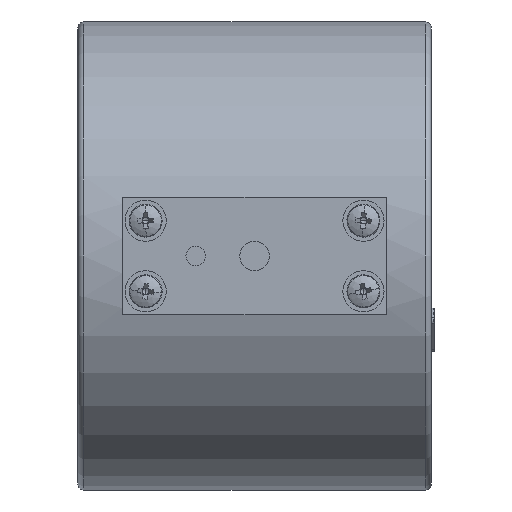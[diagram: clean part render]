
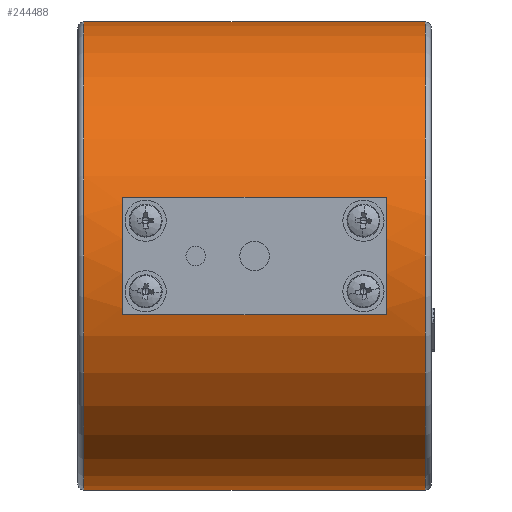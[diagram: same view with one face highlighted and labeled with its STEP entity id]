
A CAD part, front view. The second image highlights one B-rep face of the part: STEP entity #244488.
In plain terms, the highlighted cylindrical face has radius 39.75 mm (diameter 79.5 mm), a partial arc.
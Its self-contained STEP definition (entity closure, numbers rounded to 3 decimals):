
#1259 = DIRECTION ( 'NONE',  ( 0., 0., -1. ) ) ;
#2076 = CYLINDRICAL_SURFACE ( 'NONE', #63651, 39.75 ) ;
#2359 = ORIENTED_EDGE ( 'NONE', *, *, #213756, .T. ) ;
#7242 = DIRECTION ( 'NONE',  ( 0., 0., 1. ) ) ;
#9994 = VECTOR ( 'NONE', #162467, 1000. ) ;
#10749 = ORIENTED_EDGE ( 'NONE', *, *, #148911, .F. ) ;
#11942 = VERTEX_POINT ( 'NONE', #175793 ) ;
#13872 = CARTESIAN_POINT ( 'NONE',  ( 52.5, -38.75, -8.86 ) ) ;
#16256 = CARTESIAN_POINT ( 'NONE',  ( 1., 0., 0. ) ) ;
#16394 = ORIENTED_EDGE ( 'NONE', *, *, #72395, .T. ) ;
#26616 = CARTESIAN_POINT ( 'NONE',  ( -29.089, 0., -39.75 ) ) ;
#26960 = VERTEX_POINT ( 'NONE', #138439 ) ;
#27217 = EDGE_CURVE ( 'NONE', #77055, #85425, #30269, .T. ) ;
#28701 = FACE_OUTER_BOUND ( 'NONE', #89870, .T. ) ;
#30269 = LINE ( 'NONE', #26616, #136637 ) ;
#30606 = VECTOR ( 'NONE', #141091, 1000. ) ;
#32955 = CIRCLE ( 'NONE', #158149, 39.75 ) ;
#34959 = CARTESIAN_POINT ( 'NONE',  ( 59., 0., 39.75 ) ) ;
#37664 = DIRECTION ( 'NONE',  ( 0., 0., 1. ) ) ;
#41840 = ORIENTED_EDGE ( 'NONE', *, *, #27217, .F. ) ;
#48901 = ORIENTED_EDGE ( 'NONE', *, *, #204803, .F. ) ;
#51725 = DIRECTION ( 'NONE',  ( -1., 0., 0. ) ) ;
#55518 = CARTESIAN_POINT ( 'NONE',  ( 52.5, -38.75, -8.86 ) ) ;
#63651 = AXIS2_PLACEMENT_3D ( 'NONE', #154907, #197508, #7242 ) ;
#66703 = LINE ( 'NONE', #13872, #9994 ) ;
#72395 = EDGE_CURVE ( 'NONE', #26960, #268106, #151289, .T. ) ;
#77055 = VERTEX_POINT ( 'NONE', #102665 ) ;
#84838 = CIRCLE ( 'NONE', #198760, 39.75 ) ;
#85425 = VERTEX_POINT ( 'NONE', #207097 ) ;
#89870 = EDGE_LOOP ( 'NONE', ( #41840, #225042, #2359, #48901 ) ) ;
#102665 = CARTESIAN_POINT ( 'NONE',  ( 59., 0., -39.75 ) ) ;
#115673 = CIRCLE ( 'NONE', #205972, 39.75 ) ;
#117187 = CARTESIAN_POINT ( 'NONE',  ( 52.5, 0., 0. ) ) ;
#120707 = ORIENTED_EDGE ( 'NONE', *, *, #198426, .T. ) ;
#126585 = ORIENTED_EDGE ( 'NONE', *, *, #137161, .F. ) ;
#128529 = DIRECTION ( 'NONE',  ( 1., 0., 0. ) ) ;
#131607 = VERTEX_POINT ( 'NONE', #34959 ) ;
#135058 = FACE_BOUND ( 'NONE', #192889, .T. ) ;
#136637 = VECTOR ( 'NONE', #175153, 1000. ) ;
#137161 = EDGE_CURVE ( 'NONE', #26960, #264812, #249809, .T. ) ;
#138439 = CARTESIAN_POINT ( 'NONE',  ( 52.5, -38.75, 8.86 ) ) ;
#138481 = DIRECTION ( 'NONE',  ( 0., 0., -1. ) ) ;
#141091 = DIRECTION ( 'NONE',  ( -1., 0., 0. ) ) ;
#142918 = CARTESIAN_POINT ( 'NONE',  ( 52.5, -38.75, 8.86 ) ) ;
#146166 = CARTESIAN_POINT ( 'NONE',  ( 7.5, -38.75, 8.86 ) ) ;
#148911 = EDGE_CURVE ( 'NONE', #264812, #253443, #84838, .T. ) ;
#151289 = CIRCLE ( 'NONE', #216696, 39.75 ) ;
#154907 = CARTESIAN_POINT ( 'NONE',  ( -29.089, 0., 0. ) ) ;
#158149 = AXIS2_PLACEMENT_3D ( 'NONE', #178890, #51725, #200160 ) ;
#162467 = DIRECTION ( 'NONE',  ( -1., 0., 0. ) ) ;
#164821 = DIRECTION ( 'NONE',  ( -1., 0., 0. ) ) ;
#175153 = DIRECTION ( 'NONE',  ( -1., 0., 0. ) ) ;
#175189 = CARTESIAN_POINT ( 'NONE',  ( -29.089, 0., 39.75 ) ) ;
#175793 = CARTESIAN_POINT ( 'NONE',  ( 1., 0., 39.75 ) ) ;
#178890 = CARTESIAN_POINT ( 'NONE',  ( 59., 0., 0. ) ) ;
#192889 = EDGE_LOOP ( 'NONE', ( #126585, #16394, #120707, #10749 ) ) ;
#196448 = DIRECTION ( 'NONE',  ( -1., 0., 0. ) ) ;
#197508 = DIRECTION ( 'NONE',  ( -1., 0., 0. ) ) ;
#198426 = EDGE_CURVE ( 'NONE', #268106, #253443, #66703, .T. ) ;
#198730 = EDGE_CURVE ( 'NONE', #77055, #131607, #32955, .T. ) ;
#198760 = AXIS2_PLACEMENT_3D ( 'NONE', #255625, #128529, #1259 ) ;
#200160 = DIRECTION ( 'NONE',  ( 0., 0., 1. ) ) ;
#204803 = EDGE_CURVE ( 'NONE', #85425, #11942, #115673, .T. ) ;
#205972 = AXIS2_PLACEMENT_3D ( 'NONE', #16256, #164821, #37664 ) ;
#207097 = CARTESIAN_POINT ( 'NONE',  ( 1., 0., -39.75 ) ) ;
#213756 = EDGE_CURVE ( 'NONE', #131607, #11942, #223763, .T. ) ;
#216696 = AXIS2_PLACEMENT_3D ( 'NONE', #117187, #265582, #138481 ) ;
#223763 = LINE ( 'NONE', #175189, #273630 ) ;
#225042 = ORIENTED_EDGE ( 'NONE', *, *, #198730, .T. ) ;
#244488 = ADVANCED_FACE ( 'NONE', ( #28701, #135058 ), #2076, .T. ) ;
#249809 = LINE ( 'NONE', #142918, #30606 ) ;
#253443 = VERTEX_POINT ( 'NONE', #256485 ) ;
#255625 = CARTESIAN_POINT ( 'NONE',  ( 7.5, 0., 0. ) ) ;
#256485 = CARTESIAN_POINT ( 'NONE',  ( 7.5, -38.75, -8.86 ) ) ;
#264812 = VERTEX_POINT ( 'NONE', #146166 ) ;
#265582 = DIRECTION ( 'NONE',  ( 1., 0., 0. ) ) ;
#268106 = VERTEX_POINT ( 'NONE', #55518 ) ;
#273630 = VECTOR ( 'NONE', #196448, 1000. ) ;
